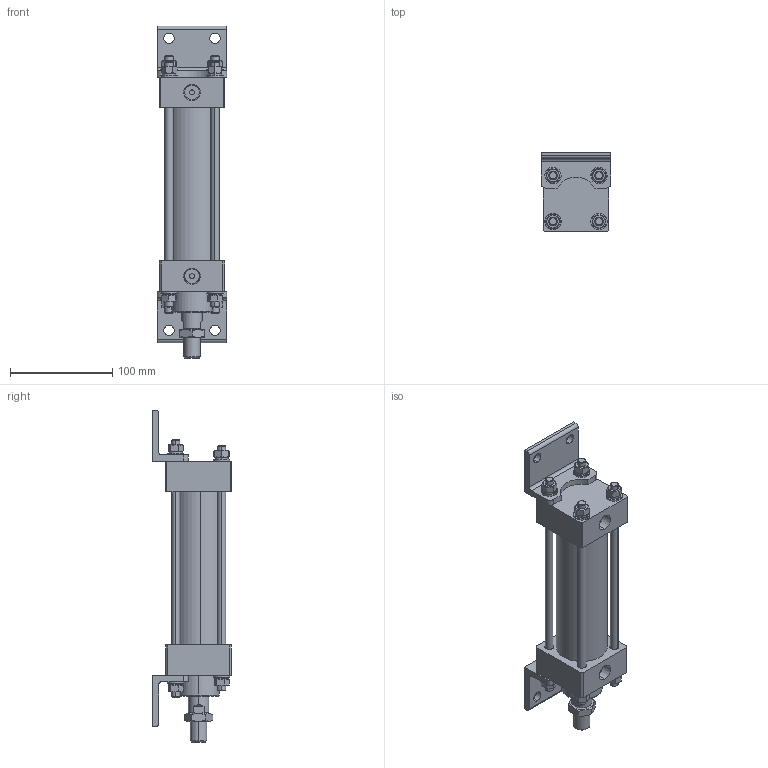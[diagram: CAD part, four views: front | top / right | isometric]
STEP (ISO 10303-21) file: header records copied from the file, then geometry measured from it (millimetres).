
FILE_DESCRIPTION (( 'STEP AP203' ), '1' );
FILE_NAME ('MOB-40-20-100-LB.STEP', '2021-04-28T02:20:08', ( '微软用户' ), ( '微软中国' ), 'SwSTEP 2.0', 'SolidWorks 2012', '' );
FILE_SCHEMA (( 'CONFIG_CONTROL_DESIGN' ));
Length unit declared in the file: millimetre
Products named in the file (13): MOB-40-20-100-LB褐釱; MOB-40-20-100-LB嶺裝; spring lock washers--normal type gb_GB_FASTENER_WASHER_SW 8; hex nuts, style 1-grades ab gb_GB_FASTENER_NUT_SNAB1 M8-N; single coil lock washers light type gb_GB_FASTENER_WASHER_SSWL 8; plain washers-n series-grade a gb_GB_FASTENER_WASHER_PWNA 8; MOB-40-20-100嶺裝; hex thin nuts grades ab gb_GB_FASTENER_NUT_STNABTT M16X1.5-N; MOB-40-20-100活塞杆; MOB-40-20-100前盖; MOB-40-20-100詰芠; MOB-40-20-100綴裔; MOB-40-20-100-LB
Assembly tree (35 placements, depth 2):
  MOB-40-20-100-LB
    MOB-40-20-100綴裔
    MOB-40-20-100詰芠
    MOB-40-20-100前盖
    MOB-40-20-100活塞杆
    hex thin nuts grades ab gb_GB_FASTENER_NUT_STNABTT M16X1.5-N
    MOB-40-20-100嶺裝  x2
    plain washers-n series-grade a gb_GB_FASTENER_WASHER_PWNA 8  x8
    single coil lock washers light type gb_GB_FASTENER_WASHER_SSWL 8  x6
    hex nuts, style 1-grades ab gb_GB_FASTENER_NUT_SNAB1 M8-N  x8
    spring lock washers--normal type gb_GB_FASTENER_WASHER_SW 8  x2
    MOB-40-20-100-LB嶺裝  x2
    MOB-40-20-100-LB褐釱  x2
Bounding box: 68 x 77 x 325 mm (x, y, z)
Volume: 555496.6 mm3; surface area: 172852.7 mm2
Topology: 35 solids, 35 shells, 486 faces, 1098 edges, 694 vertices
Faces by surface type: cylinder 184, plane 182, cone 106, torus 14
Entity records: 8763 total; most frequent: CARTESIAN_POINT 1500, DIRECTION 1222, ORIENTED_EDGE 1004, AXIS2_PLACEMENT_3D 506, EDGE_CURVE 502, VERTEX_POINT 318, EDGE_LOOP 270, CIRCLE 248
